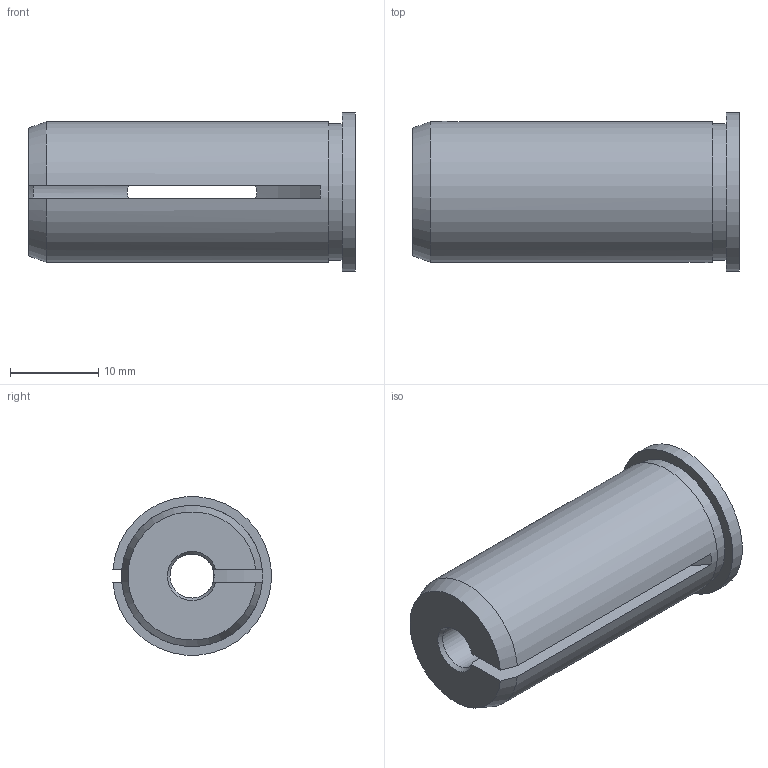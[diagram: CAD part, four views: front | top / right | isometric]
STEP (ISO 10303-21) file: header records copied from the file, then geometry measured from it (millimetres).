
FILE_DESCRIPTION (( 'STEP AP214' ), '1' );
FILE_NAME ('U05.U16.001.037.STEP', '2020-09-24T07:10:51', ( '' ), ( '' ), 'SwSTEP 2.0', 'SolidWorks 2017', '' );
FILE_SCHEMA (( 'AUTOMOTIVE_DESIGN' ));
Length unit declared in the file: millimetre
Products named in the file (1): U05.U16.001.037
Bounding box: 37 x 17.93 x 17.93 mm (x, y, z)
Volume: 6242.5 mm3; surface area: 3397.4 mm2
Topology: 1 solids, 1 shells, 17 faces, 49 edges, 32 vertices
Faces by surface type: plane 8, cylinder 6, cone 3
Full cylindrical faces by diameter (mm): 5 x1, 16 x1
Entity records: 594 total; most frequent: CARTESIAN_POINT 135, ORIENTED_EDGE 90, DIRECTION 86, EDGE_CURVE 45, AXIS2_PLACEMENT_3D 33, VERTEX_POINT 30, VECTOR 20, LINE 20
